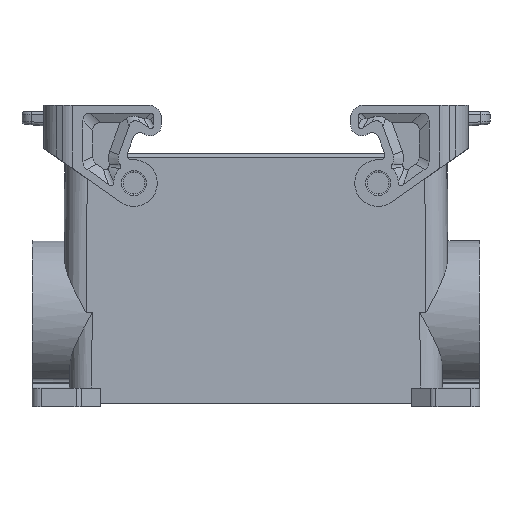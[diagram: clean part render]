
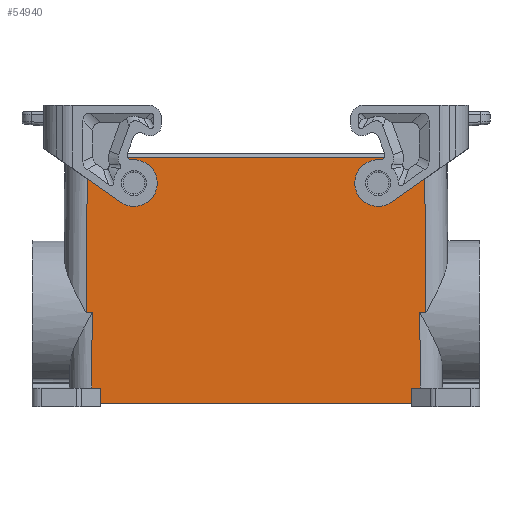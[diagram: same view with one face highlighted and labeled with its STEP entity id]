
A CAD part, front view. The second image highlights one B-rep face of the part: STEP entity #54940.
In plain terms, the highlighted face is planar.
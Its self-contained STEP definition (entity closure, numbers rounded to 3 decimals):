
#6460=CARTESIAN_POINT('',(-80.893,-26.195,
23.435));
#6470=VERTEX_POINT('',#6460);
#6500=CARTESIAN_POINT('',(-90.554,-26.195,
23.435));
#6510=DIRECTION('',(-1.,0.,0.));
#6520=VECTOR('',#6510,1.);
#6530=LINE('',#6500,#6520);
#6540=CARTESIAN_POINT('',(-78.912,-26.195,
23.435));
#6550=VERTEX_POINT('',#6540);
#6560=EDGE_CURVE('',#6550,#6470,#6530,.T.);
#11030=CARTESIAN_POINT('',(26.419,-26.195,
23.435));
#11040=VERTEX_POINT('',#11030);
#11070=CARTESIAN_POINT('',(24.821,-26.195,
23.435));
#11080=DIRECTION('',(1.,0.,0.));
#11090=VECTOR('',#11080,1.);
#11100=LINE('',#11070,#11090);
#11110=CARTESIAN_POINT('',(28.4,-26.195,
23.435));
#11120=VERTEX_POINT('',#11110);
#11130=EDGE_CURVE('',#11040,#11120,#11100,.T.);
#50300=CARTESIAN_POINT('',(-80.466,23.6,23.));
#50310=VERTEX_POINT('',#50300);
#50970=CARTESIAN_POINT('',(27.973,23.6,23.))
;
#50980=VERTEX_POINT('',#50970);
#51010=CARTESIAN_POINT('',(0.,23.6,23.));
#51020=DIRECTION('',(1.,0.,0.));
#51030=VECTOR('',#51020,1.);
#51040=LINE('',#51010,#51030);
#51050=EDGE_CURVE('',#50310,#50980,#51040,.T.);
#51560=CARTESIAN_POINT('',(0.,-50.4,23.646));
#51570=DIRECTION('',(1.,0.,0.));
#51580=VECTOR('',#51570,1.);
#51590=LINE('',#51560,#51580);
#51600=CARTESIAN_POINT('',(23.753,-50.4,23.646));
#51610=VERTEX_POINT('',#51600);
#51620=CARTESIAN_POINT('',(26.624,-50.4,23.646))
;
#51630=VERTEX_POINT('',#51620);
#51640=EDGE_CURVE('',#51610,#51630,#51590,.T.);
#52970=CARTESIAN_POINT('',(-61.997,15.5,
23.071));
#52980=VERTEX_POINT('',#52970);
#53160=CARTESIAN_POINT('',(-68.997,15.5,
23.071));
#53170=VERTEX_POINT('',#53160);
#53200=CARTESIAN_POINT('',(-65.497,15.5,
23.071));
#53210=DIRECTION('',(0.,0.009,
1.));
#53220=DIRECTION('',(0.,1.,
-0.009));
#53230=AXIS2_PLACEMENT_3D('',#53200,#53210,#53220);
#53240=ELLIPSE('',#53230,3.5,3.5);
#53250=EDGE_CURVE('',#52980,#53170,#53240,.T.);
#53810=CARTESIAN_POINT('',(23.125,0.,23.206));
#53820=DIRECTION('',(-0.012,1.,
-0.009));
#53830=VECTOR('',#53820,1.);
#53840=LINE('',#53810,#53830);
#53850=CARTESIAN_POINT('',(23.816,-55.4,23.689)
);
#53860=VERTEX_POINT('',#53850);
#53870=EDGE_CURVE('',#53860,#51610,#53840,.T.);
#54140=CARTESIAN_POINT('',(-74.247,1.601,
23.192));
#54150=DIRECTION('',(0.,0.009,
1.));
#54160=DIRECTION('',(1.,0.,0.));
#54170=AXIS2_PLACEMENT_3D('',#54140,#54150,#54160);
#54180=PLANE('',#54170);
#54190=EDGE_CURVE('',#53170,#52980,#53240,.T.);
#54200=ORIENTED_EDGE('',*,*,#54190,.F.);
#54210=ORIENTED_EDGE('',*,*,#53250,.F.);
#54220=EDGE_LOOP('',(#54210,#54200));
#54230=FACE_BOUND('',#54220,.T.);
#54240=CARTESIAN_POINT('',(13.003,15.5,
23.071));
#54250=DIRECTION('',(0.,0.009,
1.));
#54260=DIRECTION('',(0.,1.,
-0.009));
#54270=AXIS2_PLACEMENT_3D('',#54240,#54250,#54260);
#54280=ELLIPSE('',#54270,3.5,3.5);
#54290=CARTESIAN_POINT('',(9.503,15.5,
23.071));
#54300=VERTEX_POINT('',#54290);
#54310=CARTESIAN_POINT('',(16.503,15.5,
23.071));
#54320=VERTEX_POINT('',#54310);
#54330=EDGE_CURVE('',#54300,#54320,#54280,.T.);
#54340=ORIENTED_EDGE('',*,*,#54330,.F.);
#54350=EDGE_CURVE('',#54320,#54300,#54280,.T.);
#54360=ORIENTED_EDGE('',*,*,#54350,.F.);
#54370=EDGE_LOOP('',(#54360,#54340));
#54380=FACE_BOUND('',#54370,.T.);
#54390=CARTESIAN_POINT('',(-78.688,0.061,
23.205));
#54400=DIRECTION('',(-0.009,-1.,
0.009));
#54410=VECTOR('',#54400,1.);
#54420=LINE('',#54390,#54410);
#54430=CARTESIAN_POINT('',(-79.117,-50.4,23.646
));
#54440=VERTEX_POINT('',#54430);
#54450=EDGE_CURVE('',#6550,#54440,#54420,.T.);
#54460=ORIENTED_EDGE('',*,*,#54450,.T.);
#54470=ORIENTED_EDGE('',*,*,#6560,.F.);
#54480=CARTESIAN_POINT('',(-80.668,0.061,
23.205));
#54490=DIRECTION('',(0.009,1.,
-0.009));
#54500=VECTOR('',#54490,1.);
#54510=LINE('',#54480,#54500);
#54520=EDGE_CURVE('',#6470,#50310,#54510,.T.);
#54530=ORIENTED_EDGE('',*,*,#54520,.F.);
#54540=ORIENTED_EDGE('',*,*,#51050,.F.);
#54550=CARTESIAN_POINT('',(28.175,0.061,
23.205));
#54560=DIRECTION('',(-0.009,1.,
-0.009));
#54570=VECTOR('',#54560,1.);
#54580=LINE('',#54550,#54570);
#54590=EDGE_CURVE('',#11120,#50980,#54580,.T.);
#54600=ORIENTED_EDGE('',*,*,#54590,.T.);
#54610=ORIENTED_EDGE('',*,*,#11130,.T.);
#54620=CARTESIAN_POINT('',(26.195,0.061,
23.205));
#54630=DIRECTION('',(-0.009,1.,
-0.009));
#54640=VECTOR('',#54630,1.);
#54650=LINE('',#54620,#54640);
#54660=EDGE_CURVE('',#51630,#11040,#54650,.T.);
#54670=ORIENTED_EDGE('',*,*,#54660,.T.);
#54680=ORIENTED_EDGE('',*,*,#51640,.T.);
#54690=ORIENTED_EDGE('',*,*,#53870,.T.);
#54700=CARTESIAN_POINT('',(0.,-55.4,23.689));
#54710=DIRECTION('',(-1.,0.,0.));
#54720=VECTOR('',#54710,1.);
#54730=LINE('',#54700,#54720);
#54740=CARTESIAN_POINT('',(-76.309,-55.4,23.689
));
#54750=VERTEX_POINT('',#54740);
#54760=EDGE_CURVE('',#53860,#54750,#54730,.T.);
#54770=ORIENTED_EDGE('',*,*,#54760,.F.);
#54780=CARTESIAN_POINT('',(-75.618,0.,23.206));
#54790=DIRECTION('',(-0.012,-1.,
0.009));
#54800=VECTOR('',#54790,1.);
#54810=LINE('',#54780,#54800);
#54820=CARTESIAN_POINT('',(-76.247,-50.4,23.646)
);
#54830=VERTEX_POINT('',#54820);
#54840=EDGE_CURVE('',#54830,#54750,#54810,.T.);
#54850=ORIENTED_EDGE('',*,*,#54840,.T.);
#54860=CARTESIAN_POINT('',(0.,-50.4,23.646));
#54870=DIRECTION('',(1.,0.,0.));
#54880=VECTOR('',#54870,1.);
#54890=LINE('',#54860,#54880);
#54900=EDGE_CURVE('',#54440,#54830,#54890,.T.);
#54910=ORIENTED_EDGE('',*,*,#54900,.T.);
#54920=EDGE_LOOP('',(#54910,#54850,#54770,#54690,#54680,#54670,#54610,
#54600,#54540,#54530,#54470,#54460));
#54930=FACE_OUTER_BOUND('',#54920,.T.);
#54940=ADVANCED_FACE('',(#54230,#54380,#54930),#54180,.T.);
